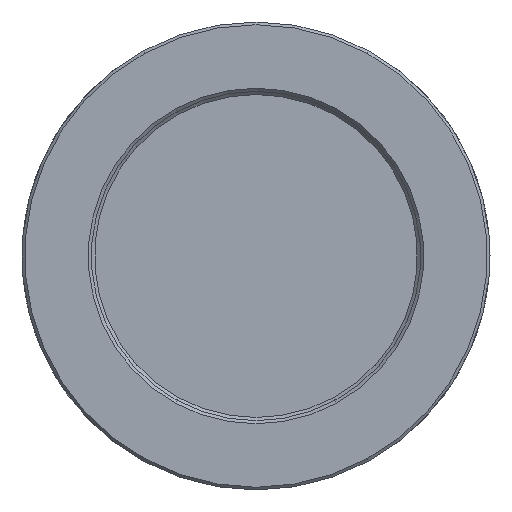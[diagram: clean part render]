
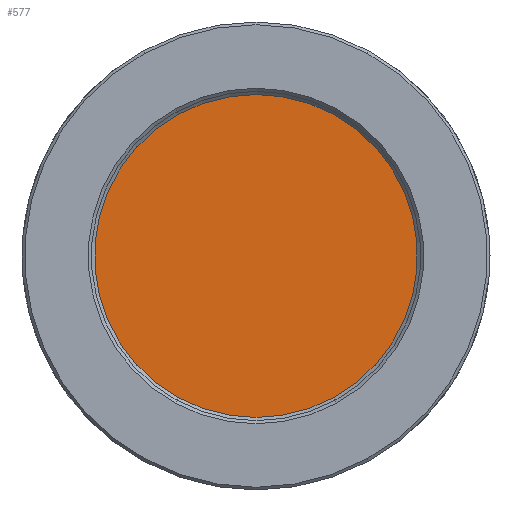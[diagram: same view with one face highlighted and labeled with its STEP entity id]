
A CAD part, front view. The second image highlights one B-rep face of the part: STEP entity #577.
In plain terms, the highlighted planar face has unit normal (0, -1, 0).
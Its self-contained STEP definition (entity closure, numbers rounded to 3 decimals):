
#538=CARTESIAN_POINT('Axis2P3D Location',(0.,1.9,14.75)) ;
#543=CARTESIAN_POINT('Axis2P3D Location',(0.,1.9,0.)) ;
#547=CARTESIAN_POINT('Vertex',(-4.938,1.9,-9.039)) ;
#549=CARTESIAN_POINT('Vertex',(-4.938,1.9,9.039)) ;
#552=CARTESIAN_POINT('Axis2P3D Location',(0.,1.9,0.)) ;
#556=CARTESIAN_POINT('Vertex',(4.938,1.9,-9.039)) ;
#559=CARTESIAN_POINT('Axis2P3D Location',(0.,1.9,0.)) ;
#563=CARTESIAN_POINT('Vertex',(4.938,1.9,9.039)) ;
#566=CARTESIAN_POINT('Axis2P3D Location',(0.,1.9,0.)) ;
#539=DIRECTION('Axis2P3D Direction',(0.,1.,0.)) ;
#540=DIRECTION('Axis2P3D XDirection',(1.,-0.,0.)) ;
#544=DIRECTION('Axis2P3D Direction',(0.,1.,0.)) ;
#553=DIRECTION('Axis2P3D Direction',(0.,1.,0.)) ;
#560=DIRECTION('Axis2P3D Direction',(0.,1.,0.)) ;
#567=DIRECTION('Axis2P3D Direction',(0.,1.,0.)) ;
#541=AXIS2_PLACEMENT_3D('Plane Axis2P3D',#538,#539,#540) ;
#545=AXIS2_PLACEMENT_3D('Circle Axis2P3D',#543,#544,$) ;
#554=AXIS2_PLACEMENT_3D('Circle Axis2P3D',#552,#553,$) ;
#561=AXIS2_PLACEMENT_3D('Circle Axis2P3D',#559,#560,$) ;
#568=AXIS2_PLACEMENT_3D('Circle Axis2P3D',#566,#567,$) ;
#572=ORIENTED_EDGE('',*,*,#551,.F.) ;
#573=ORIENTED_EDGE('',*,*,#558,.F.) ;
#574=ORIENTED_EDGE('',*,*,#565,.F.) ;
#575=ORIENTED_EDGE('',*,*,#570,.F.) ;
#577=ADVANCED_FACE('Corps principal',(#576),#542,.F.) ;
#546=CIRCLE('generated circle',#545,10.3) ;
#555=CIRCLE('generated circle',#554,10.3) ;
#562=CIRCLE('generated circle',#561,10.3) ;
#569=CIRCLE('generated circle',#568,10.3) ;
#551=EDGE_CURVE('',#548,#550,#546,.T.) ;
#558=EDGE_CURVE('',#557,#548,#555,.T.) ;
#565=EDGE_CURVE('',#564,#557,#562,.T.) ;
#570=EDGE_CURVE('',#550,#564,#569,.T.) ;
#571=EDGE_LOOP('',(#572,#573,#574,#575)) ;
#576=FACE_OUTER_BOUND('',#571,.T.) ;
#542=PLANE('Plane',#541) ;
#548=VERTEX_POINT('',#547) ;
#550=VERTEX_POINT('',#549) ;
#557=VERTEX_POINT('',#556) ;
#564=VERTEX_POINT('',#563) ;
